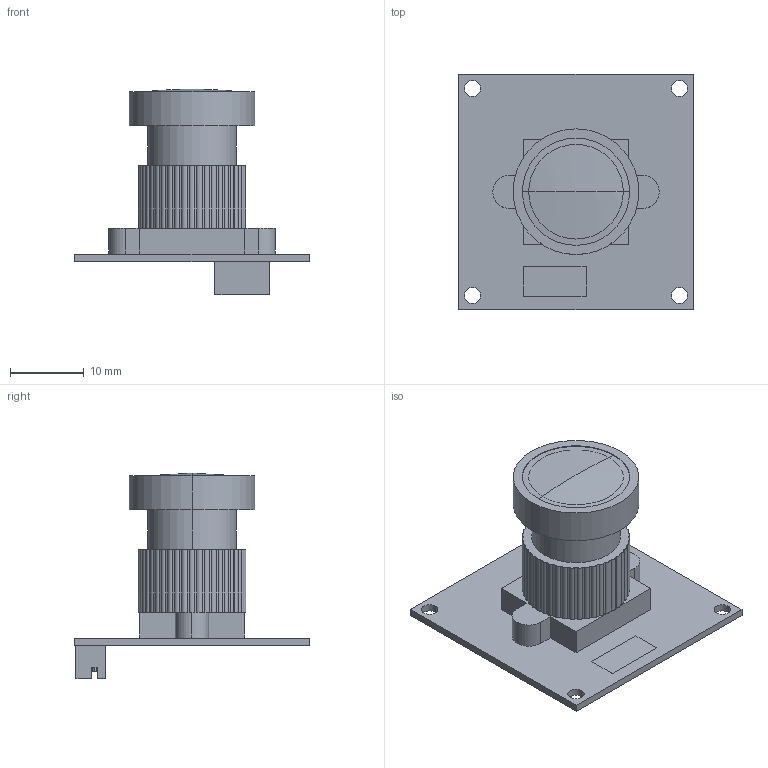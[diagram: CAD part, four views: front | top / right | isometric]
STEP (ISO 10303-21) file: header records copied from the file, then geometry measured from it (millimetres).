
FILE_DESCRIPTION (( 'STEP AP214' ), '1' );
FILE_NAME ('B0203.STEP', '2023-07-17T08:45:50', ( '' ), ( '' ), 'SwSTEP 2.0', 'SolidWorks 2021', '' );
FILE_SCHEMA (( 'AUTOMOTIVE_DESIGN' ));
Length unit declared in the file: millimetre
Products named in the file (1): B0203
Bounding box: 31.72 x 31.8 x 27.81 mm (x, y, z)
Volume: 4712.4 mm3; surface area: 4601 mm2
Topology: 4 solids, 4 shells, 197 faces, 526 edges, 347 vertices
Faces by surface type: cylinder 130, plane 63, cone 2, sphere 2
Entity records: 6368 total; most frequent: DIRECTION 1202, CARTESIAN_POINT 1071, ORIENTED_EDGE 1052, EDGE_CURVE 526, AXIS2_PLACEMENT_3D 478, VERTEX_POINT 347, CIRCLE 280, LINE 246
